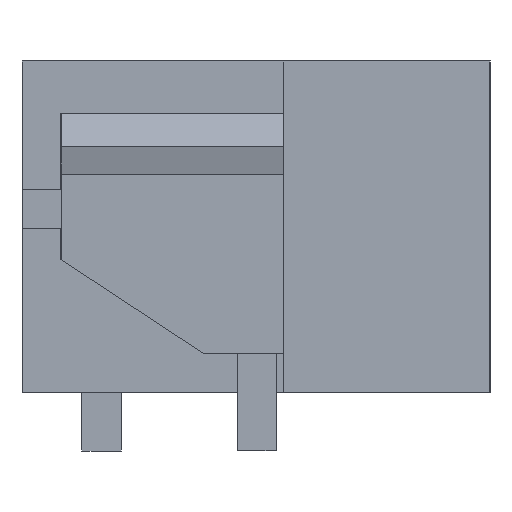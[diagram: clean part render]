
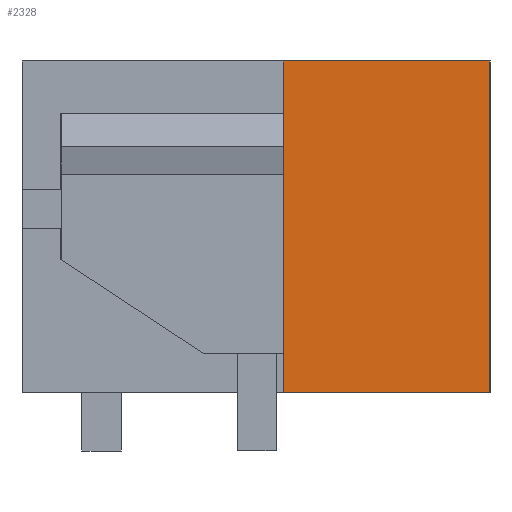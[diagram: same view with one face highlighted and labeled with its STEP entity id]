
A CAD part, left-side view. The second image highlights one B-rep face of the part: STEP entity #2328.
In plain terms, the highlighted planar face has unit normal (-1, 0, 0).
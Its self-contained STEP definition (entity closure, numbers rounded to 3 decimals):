
#2308=AXIS2_PLACEMENT_3D('Plane Axis2P3D',#2305,#2306,#2307) ;
#233=CARTESIAN_POINT('Vertex',(-40.28,-12.,1.5)) ;
#236=CARTESIAN_POINT('Line Origine',(-40.28,-9.35,1.5)) ;
#240=CARTESIAN_POINT('Vertex',(-40.28,-6.7,1.5)) ;
#1700=CARTESIAN_POINT('Vertex',(-40.28,-12.,10.)) ;
#1703=CARTESIAN_POINT('Line Origine',(-40.28,-12.,5.75)) ;
#2305=CARTESIAN_POINT('Axis2P3D Location',(-40.28,0.,10.)) ;
#2310=CARTESIAN_POINT('Line Origine',(-40.28,-6.7,5.75)) ;
#2314=CARTESIAN_POINT('Vertex',(-40.28,-6.7,10.)) ;
#2317=CARTESIAN_POINT('Line Origine',(-40.28,-9.35,10.)) ;
#237=DIRECTION('Vector Direction',(0.,-1.,0.)) ;
#1704=DIRECTION('Vector Direction',(0.,0.,-1.)) ;
#2306=DIRECTION('Axis2P3D Direction',(-1.,0.,0.)) ;
#2307=DIRECTION('Axis2P3D XDirection',(0.,0.,-1.)) ;
#2311=DIRECTION('Vector Direction',(0.,0.,-1.)) ;
#2318=DIRECTION('Vector Direction',(0.,-1.,0.)) ;
#238=VECTOR('Line Direction',#237,1.) ;
#1705=VECTOR('Line Direction',#1704,1.) ;
#2312=VECTOR('Line Direction',#2311,1.) ;
#2319=VECTOR('Line Direction',#2318,1.) ;
#2323=ORIENTED_EDGE('',*,*,#2316,.F.) ;
#2324=ORIENTED_EDGE('',*,*,#242,.T.) ;
#2325=ORIENTED_EDGE('',*,*,#1707,.F.) ;
#2326=ORIENTED_EDGE('',*,*,#2321,.F.) ;
#2328=ADVANCED_FACE('HOUSING',(#2327),#2309,.T.) ;
#242=EDGE_CURVE('',#241,#234,#239,.T.) ;
#1707=EDGE_CURVE('',#1701,#234,#1706,.T.) ;
#2316=EDGE_CURVE('',#241,#2315,#2313,.F.) ;
#2321=EDGE_CURVE('',#2315,#1701,#2320,.T.) ;
#2322=EDGE_LOOP('',(#2323,#2324,#2325,#2326)) ;
#2327=FACE_OUTER_BOUND('',#2322,.T.) ;
#239=LINE('Line',#236,#238) ;
#1706=LINE('Line',#1703,#1705) ;
#2313=LINE('Line',#2310,#2312) ;
#2320=LINE('Line',#2317,#2319) ;
#2309=PLANE('',#2308) ;
#234=VERTEX_POINT('',#233) ;
#241=VERTEX_POINT('',#240) ;
#1701=VERTEX_POINT('',#1700) ;
#2315=VERTEX_POINT('',#2314) ;
